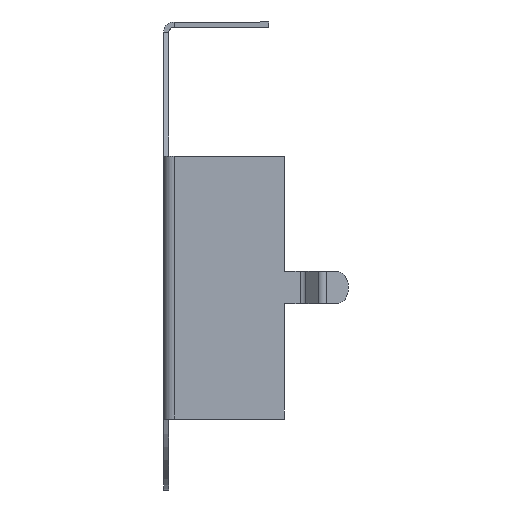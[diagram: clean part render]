
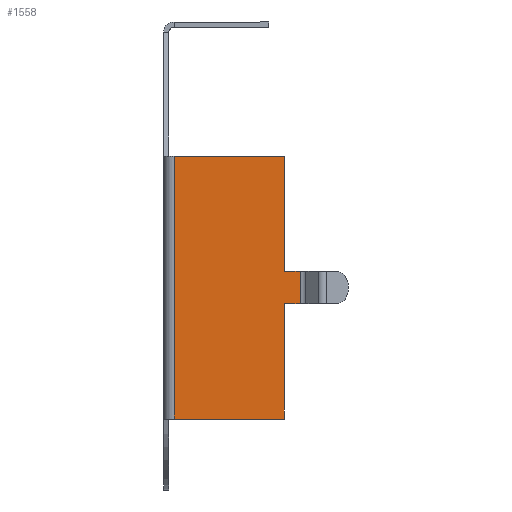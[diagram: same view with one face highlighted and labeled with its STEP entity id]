
A CAD part, left-side view. The second image highlights one B-rep face of the part: STEP entity #1558.
In plain terms, the highlighted planar face has unit normal (-1, 0, 0).
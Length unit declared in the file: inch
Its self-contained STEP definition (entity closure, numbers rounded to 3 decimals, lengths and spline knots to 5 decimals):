
#62 = ORIENTED_EDGE ( 'NONE', *, *, #2816, .T. ) ;
#90 = VERTEX_POINT ( 'NONE', #900 ) ;
#180 = DIRECTION ( 'NONE',  ( 0., 1., 0. ) ) ;
#186 = ORIENTED_EDGE ( 'NONE', *, *, #2131, .T. ) ;
#235 = CARTESIAN_POINT ( 'NONE',  ( -0.5, -0.25, -0.235 ) ) ;
#242 = EDGE_CURVE ( 'NONE', #388, #90, #2492, .T. ) ;
#382 = CARTESIAN_POINT ( 'NONE',  ( -0.5, -0.22, -0.235 ) ) ;
#388 = VERTEX_POINT ( 'NONE', #1104 ) ;
#436 = CARTESIAN_POINT ( 'NONE',  ( -0.5, -0.22, -0.454 ) ) ;
#496 = DIRECTION ( 'NONE',  ( 0., 0., 1. ) ) ;
#633 = ORIENTED_EDGE ( 'NONE', *, *, #1446, .T. ) ;
#640 = DIRECTION ( 'NONE',  ( 0., 0., 1. ) ) ;
#683 = PLANE ( 'NONE',  #835 ) ;
#719 = VECTOR ( 'NONE', #2218, 39.37008 ) ;
#733 = VERTEX_POINT ( 'NONE', #1412 ) ;
#817 = LINE ( 'NONE', #1946, #719 ) ;
#832 = VECTOR ( 'NONE', #640, 39.37008 ) ;
#835 = AXIS2_PLACEMENT_3D ( 'NONE', #1226, #1770, #180 ) ;
#900 = CARTESIAN_POINT ( 'NONE',  ( -0.5, -0.22, -0.516 ) ) ;
#958 = CARTESIAN_POINT ( 'NONE',  ( -0.5, 0., -0.235 ) ) ;
#1025 = VECTOR ( 'NONE', #1645, 39.37008 ) ;
#1038 = VERTEX_POINT ( 'NONE', #3119 ) ;
#1103 = VERTEX_POINT ( 'NONE', #1891 ) ;
#1104 = CARTESIAN_POINT ( 'NONE',  ( -0.5, -0.22, -0.735 ) ) ;
#1163 = LINE ( 'NONE', #235, #1791 ) ;
#1169 = LINE ( 'NONE', #1700, #3212 ) ;
#1211 = EDGE_CURVE ( 'NONE', #733, #1561, #1169, .T. ) ;
#1214 = ORIENTED_EDGE ( 'NONE', *, *, #1812, .T. ) ;
#1226 = CARTESIAN_POINT ( 'NONE',  ( -0.5, 0., -0.235 ) ) ;
#1349 = VECTOR ( 'NONE', #1602, 39.37008 ) ;
#1412 = CARTESIAN_POINT ( 'NONE',  ( -0.5, -0.25, -0.454 ) ) ;
#1427 = DIRECTION ( 'NONE',  ( 0., 1., 0. ) ) ;
#1446 = EDGE_CURVE ( 'NONE', #1561, #2016, #1544, .T. ) ;
#1544 = LINE ( 'NONE', #382, #832 ) ;
#1558 = ADVANCED_FACE ( 'NONE', ( #2554 ), #683, .T. ) ;
#1561 = VERTEX_POINT ( 'NONE', #436 ) ;
#1570 = DIRECTION ( 'NONE',  ( 0., 0., 1. ) ) ;
#1602 = DIRECTION ( 'NONE',  ( 0., 1., 0. ) ) ;
#1645 = DIRECTION ( 'NONE',  ( 0., -1., 0. ) ) ;
#1700 = CARTESIAN_POINT ( 'NONE',  ( -0.5, 0., -0.454 ) ) ;
#1714 = CARTESIAN_POINT ( 'NONE',  ( -0.5, -0.22, -0.235 ) ) ;
#1770 = DIRECTION ( 'NONE',  ( -1., 0., 0. ) ) ;
#1791 = VECTOR ( 'NONE', #496, 39.37008 ) ;
#1812 = EDGE_CURVE ( 'NONE', #2777, #733, #1163, .T. ) ;
#1891 = CARTESIAN_POINT ( 'NONE',  ( -0.5, -0.01, -0.235 ) ) ;
#1946 = CARTESIAN_POINT ( 'NONE',  ( -0.5, -0.01, -0.235 ) ) ;
#1961 = LINE ( 'NONE', #958, #1349 ) ;
#2003 = CARTESIAN_POINT ( 'NONE',  ( -0.5, 0., -0.735 ) ) ;
#2016 = VERTEX_POINT ( 'NONE', #2138 ) ;
#2131 = EDGE_CURVE ( 'NONE', #2016, #1103, #1961, .T. ) ;
#2138 = CARTESIAN_POINT ( 'NONE',  ( -0.5, -0.22, -0.235 ) ) ;
#2171 = EDGE_LOOP ( 'NONE', ( #186, #62, #2696, #2632, #3090, #1214, #2832, #633 ) ) ;
#2218 = DIRECTION ( 'NONE',  ( 0., 0., -1. ) ) ;
#2275 = DIRECTION ( 'NONE',  ( 0., -1., 0. ) ) ;
#2322 = VECTOR ( 'NONE', #2275, 39.37008 ) ;
#2492 = LINE ( 'NONE', #1714, #2946 ) ;
#2554 = FACE_OUTER_BOUND ( 'NONE', #2171, .T. ) ;
#2561 = EDGE_CURVE ( 'NONE', #90, #2777, #3144, .T. ) ;
#2632 = ORIENTED_EDGE ( 'NONE', *, *, #242, .T. ) ;
#2696 = ORIENTED_EDGE ( 'NONE', *, *, #2757, .T. ) ;
#2757 = EDGE_CURVE ( 'NONE', #1038, #388, #3196, .T. ) ;
#2777 = VERTEX_POINT ( 'NONE', #2989 ) ;
#2816 = EDGE_CURVE ( 'NONE', #1103, #1038, #817, .T. ) ;
#2832 = ORIENTED_EDGE ( 'NONE', *, *, #1211, .T. ) ;
#2946 = VECTOR ( 'NONE', #1570, 39.37008 ) ;
#2962 = CARTESIAN_POINT ( 'NONE',  ( -0.5, 0., -0.516 ) ) ;
#2989 = CARTESIAN_POINT ( 'NONE',  ( -0.5, -0.25, -0.516 ) ) ;
#3090 = ORIENTED_EDGE ( 'NONE', *, *, #2561, .T. ) ;
#3119 = CARTESIAN_POINT ( 'NONE',  ( -0.5, -0.01, -0.735 ) ) ;
#3144 = LINE ( 'NONE', #2962, #1025 ) ;
#3196 = LINE ( 'NONE', #2003, #2322 ) ;
#3212 = VECTOR ( 'NONE', #1427, 39.37008 ) ;
